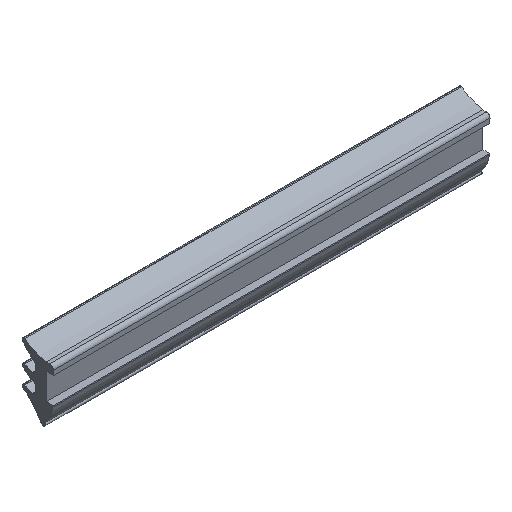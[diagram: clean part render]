
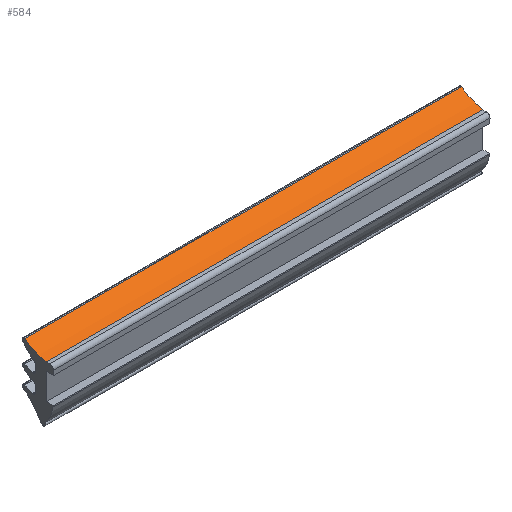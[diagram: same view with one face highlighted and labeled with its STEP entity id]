
A CAD part, isometric view. The second image highlights one B-rep face of the part: STEP entity #584.
In plain terms, the highlighted cylindrical face has radius 11.69 mm (diameter 23.38 mm), a partial arc.
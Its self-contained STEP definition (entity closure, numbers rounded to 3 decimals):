
#9 = AXIS2_PLACEMENT_3D ( 'NONE', #729, #731, #772 ) ;
#14 = AXIS2_PLACEMENT_3D ( 'NONE', #717, #716, #756 ) ;
#87 = CARTESIAN_POINT ( 'NONE',  ( -50., -2.642, 24.123 ) ) ;
#88 = DIRECTION ( 'NONE',  ( -1., 0., 0. ) ) ;
#112 = CARTESIAN_POINT ( 'NONE',  ( 50., -0.57, 12.618 ) ) ;
#113 = DIRECTION ( 'NONE',  ( 0., 0., -1. ) ) ;
#138 = DIRECTION ( 'NONE',  ( -1., 0., 0. ) ) ;
#170 = CYLINDRICAL_SURFACE ( 'NONE', #9, 11.69 ) ;
#182 = FACE_OUTER_BOUND ( 'NONE', #997, .T. ) ;
#249 = CARTESIAN_POINT ( 'NONE',  ( -50., -0.57, 12.618 ) ) ;
#272 = CARTESIAN_POINT ( 'NONE',  ( -50., 4.318, 14.73 ) ) ;
#275 = CARTESIAN_POINT ( 'NONE',  ( 50., 4.318, 14.73 ) ) ;
#285 = CARTESIAN_POINT ( 'NONE',  ( 50., -0.57, 12.618 ) ) ;
#336 = LINE ( 'NONE', #112, #430 ) ;
#340 = CIRCLE ( 'NONE', #14, 11.69 ) ;
#381 = VECTOR ( 'NONE', #848, 1000. ) ;
#385 = LINE ( 'NONE', #856, #381 ) ;
#425 = CIRCLE ( 'NONE', #561, 11.69 ) ;
#430 = VECTOR ( 'NONE', #88, 1000. ) ;
#479 = EDGE_CURVE ( 'NONE', #643, #624, #425, .T. ) ;
#481 = EDGE_CURVE ( 'NONE', #664, #624, #336, .T. ) ;
#524 = EDGE_CURVE ( 'NONE', #665, #643, #385, .T. ) ;
#542 = EDGE_CURVE ( 'NONE', #665, #664, #340, .T. ) ;
#561 = AXIS2_PLACEMENT_3D ( 'NONE', #87, #138, #113 ) ;
#584 = ADVANCED_FACE ( 'NONE', ( #182 ), #170, .F. ) ;
#624 = VERTEX_POINT ( 'NONE', #249 ) ;
#643 = VERTEX_POINT ( 'NONE', #272 ) ;
#664 = VERTEX_POINT ( 'NONE', #285 ) ;
#665 = VERTEX_POINT ( 'NONE', #275 ) ;
#716 = DIRECTION ( 'NONE',  ( -1., 0., 0. ) ) ;
#717 = CARTESIAN_POINT ( 'NONE',  ( 50., -2.642, 24.123 ) ) ;
#729 = CARTESIAN_POINT ( 'NONE',  ( 50., -2.642, 24.123 ) ) ;
#731 = DIRECTION ( 'NONE',  ( -1., 0., 0. ) ) ;
#756 = DIRECTION ( 'NONE',  ( 0., 0., -1. ) ) ;
#772 = DIRECTION ( 'NONE',  ( 0., 0., 1. ) ) ;
#848 = DIRECTION ( 'NONE',  ( -1., 0., 0. ) ) ;
#856 = CARTESIAN_POINT ( 'NONE',  ( 50., 4.318, 14.73 ) ) ;
#954 = ORIENTED_EDGE ( 'NONE', *, *, #524, .T. ) ;
#955 = ORIENTED_EDGE ( 'NONE', *, *, #481, .F. ) ;
#957 = ORIENTED_EDGE ( 'NONE', *, *, #479, .T. ) ;
#997 = EDGE_LOOP ( 'NONE', ( #957, #955, #1004, #954 ) ) ;
#1004 = ORIENTED_EDGE ( 'NONE', *, *, #542, .F. ) ;
